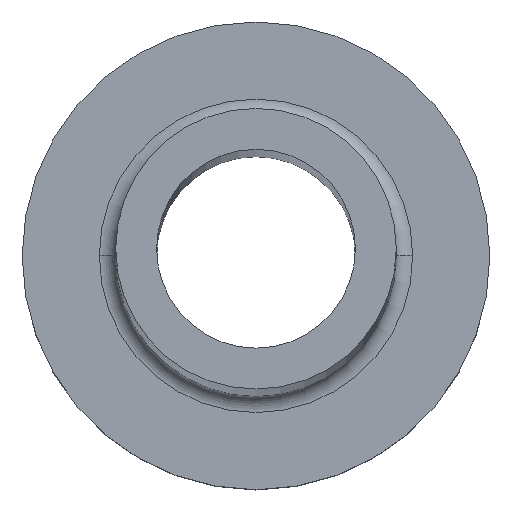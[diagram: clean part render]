
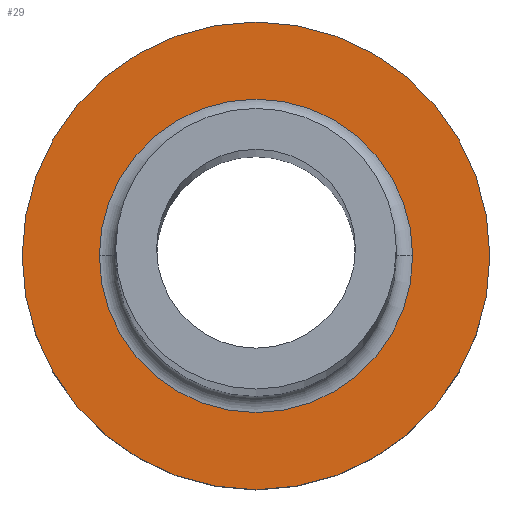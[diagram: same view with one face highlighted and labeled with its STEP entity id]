
A CAD part, top view. The second image highlights one B-rep face of the part: STEP entity #29.
In plain terms, the highlighted planar face has unit normal (0, 0, 1).
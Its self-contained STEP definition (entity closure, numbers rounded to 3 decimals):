
#29 = ADVANCED_FACE ( 'NONE', ( #246, #216 ), #360, .T. ) ;
#36 = DIRECTION ( 'NONE',  ( 1., 0., 0. ) ) ;
#41 = CIRCLE ( 'NONE', #309, 10. ) ;
#55 = ORIENTED_EDGE ( 'NONE', *, *, #253, .T. ) ;
#96 = CARTESIAN_POINT ( 'NONE',  ( 0., 0., 7. ) ) ;
#97 = CARTESIAN_POINT ( 'NONE',  ( 10., 0., 7. ) ) ;
#98 = DIRECTION ( 'NONE',  ( 1., 0., 0. ) ) ;
#103 = EDGE_CURVE ( 'NONE', #122, #292, #311, .T. ) ;
#108 = EDGE_CURVE ( 'NONE', #276, #299, #149, .T. ) ;
#114 = EDGE_CURVE ( 'NONE', #299, #276, #41, .T. ) ;
#122 = VERTEX_POINT ( 'NONE', #220 ) ;
#127 = CARTESIAN_POINT ( 'NONE',  ( 6.7, 0., 7. ) ) ;
#131 = CARTESIAN_POINT ( 'NONE',  ( 0., 0., 7. ) ) ;
#145 = AXIS2_PLACEMENT_3D ( 'NONE', #182, #206, #152 ) ;
#146 = CIRCLE ( 'NONE', #145, 6.7 ) ;
#149 = CIRCLE ( 'NONE', #369, 10. ) ;
#152 = DIRECTION ( 'NONE',  ( 1., 0., 0. ) ) ;
#162 = AXIS2_PLACEMENT_3D ( 'NONE', #131, #300, #333 ) ;
#177 = ORIENTED_EDGE ( 'NONE', *, *, #108, .T. ) ;
#182 = CARTESIAN_POINT ( 'NONE',  ( 0., 0., 7. ) ) ;
#205 = ORIENTED_EDGE ( 'NONE', *, *, #103, .T. ) ;
#206 = DIRECTION ( 'NONE',  ( 0., 0., -1. ) ) ;
#216 = FACE_OUTER_BOUND ( 'NONE', #267, .T. ) ;
#220 = CARTESIAN_POINT ( 'NONE',  ( -6.7, 0., 7. ) ) ;
#245 = ORIENTED_EDGE ( 'NONE', *, *, #114, .T. ) ;
#246 = FACE_BOUND ( 'NONE', #352, .T. ) ;
#252 = CARTESIAN_POINT ( 'NONE',  ( 0., 0., 7. ) ) ;
#253 = EDGE_CURVE ( 'NONE', #292, #122, #146, .T. ) ;
#255 = DIRECTION ( 'NONE',  ( 0., 0., 1. ) ) ;
#256 = CARTESIAN_POINT ( 'NONE',  ( -10., 0., 7. ) ) ;
#267 = EDGE_LOOP ( 'NONE', ( #177, #245 ) ) ;
#276 = VERTEX_POINT ( 'NONE', #256 ) ;
#282 = CARTESIAN_POINT ( 'NONE',  ( 0., 0., 7. ) ) ;
#292 = VERTEX_POINT ( 'NONE', #127 ) ;
#299 = VERTEX_POINT ( 'NONE', #97 ) ;
#300 = DIRECTION ( 'NONE',  ( 0., 0., 1. ) ) ;
#306 = DIRECTION ( 'NONE',  ( 1., 0., 0. ) ) ;
#309 = AXIS2_PLACEMENT_3D ( 'NONE', #282, #365, #98 ) ;
#311 = CIRCLE ( 'NONE', #361, 6.7 ) ;
#333 = DIRECTION ( 'NONE',  ( 1., 0., 0. ) ) ;
#352 = EDGE_LOOP ( 'NONE', ( #55, #205 ) ) ;
#360 = PLANE ( 'NONE',  #162 ) ;
#361 = AXIS2_PLACEMENT_3D ( 'NONE', #96, #363, #36 ) ;
#363 = DIRECTION ( 'NONE',  ( 0., 0., -1. ) ) ;
#365 = DIRECTION ( 'NONE',  ( 0., 0., 1. ) ) ;
#369 = AXIS2_PLACEMENT_3D ( 'NONE', #252, #255, #306 ) ;
